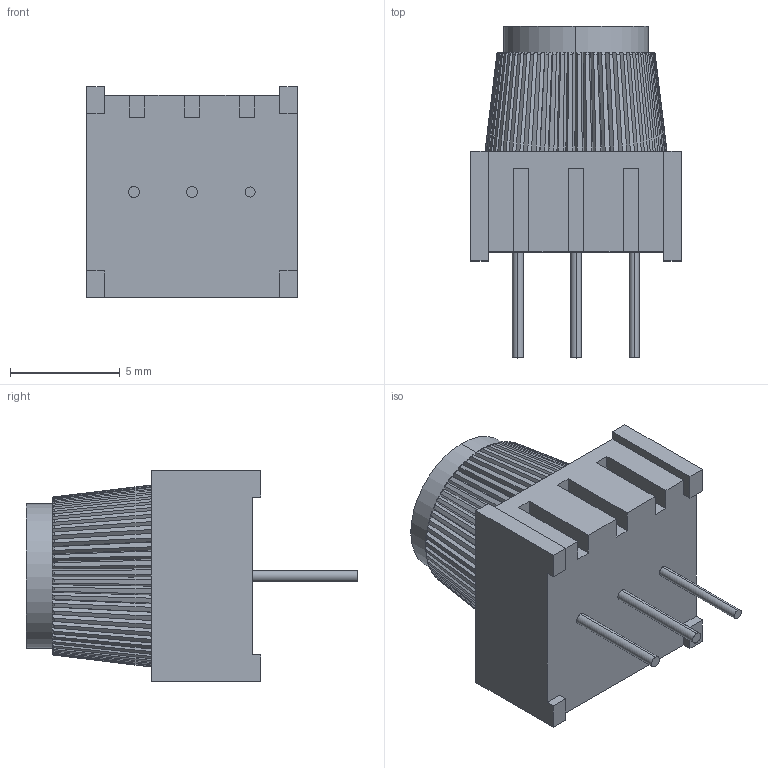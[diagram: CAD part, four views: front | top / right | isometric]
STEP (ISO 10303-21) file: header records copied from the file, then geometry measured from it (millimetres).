
FILE_DESCRIPTION(/* description */ ('STEP AP242','CAx-IF Rec.Pracs.---Representation and Presentation of Product Manufacturing Information (PMI)---4.0---2014-10-13','CAx-IF Rec.Pracs.---3D Tessellated Geometry---0.4---2014-09-14','2;1','CAx-IF Rec.Pracs.---User Defined Attributes---1.5---2016-08-15'),/* implementation_level */ '2;1');
FILE_NAME(/* name */ '690d6e022636fc5039e150dc',/* time_stamp */ '2025-11-07T03:56:51Z',/* author */ (''),/* organization */ (''),/* preprocessor_version */ 'ST-DEVELOPER v20',/* originating_system */ 'ONSHAPE BY PTC INC, 1.206',/* authorisation */ ' ');
FILE_SCHEMA (('AP242_MANAGED_MODEL_BASED_3D_ENGINEERING_MIM_LF { 1 0 10303 442 1 1 4 }'));
Length unit declared in the file: metre
Products named in the file (3): 10 KILO-OHM BREADBOARD TRIM POTENTIOMETER WITH KNOB; BASE, 10 KILO-OHM BREADBOARD TRIM POTENTIOMETER WITH KNOB; KNOB, 10 KILO-OHM BREADBOARD TRIM POTENTIOMETER WITH KNOB
Assembly tree (2 placements, depth 2):
  10 KILO-OHM BREADBOARD TRIM POTENTIOMETER WITH KNOB
    BASE, 10 KILO-OHM BREADBOARD TRIM POTENTIOMETER WITH KNOB
    KNOB, 10 KILO-OHM BREADBOARD TRIM POTENTIOMETER WITH KNOB
Bounding box: 9.6 x 15.13 x 9.6 mm (x, y, z)
Volume: 629.6 mm3; surface area: 738.4 mm2
Topology: 2 solids, 2 shells, 300 faces, 870 edges, 580 vertices
Faces by surface type: plane 168, cone 60, torus 60, cylinder 12
Entity records: 10847 total; most frequent: CARTESIAN_POINT 2827, ORIENTED_EDGE 1740, DIRECTION 1564, EDGE_CURVE 870, VERTEX_POINT 580, LINE 542, VECTOR 542, AXIS2_PLACEMENT_3D 511
